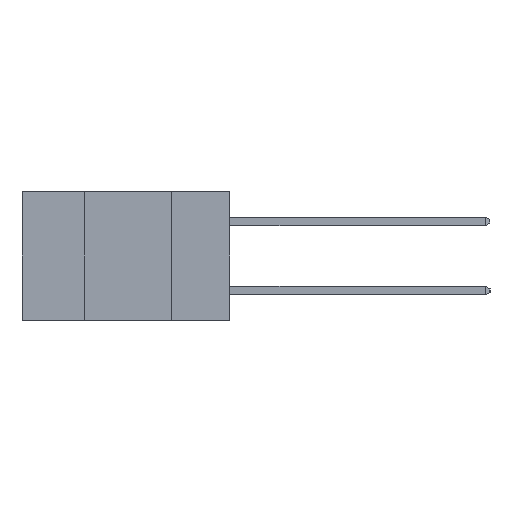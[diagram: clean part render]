
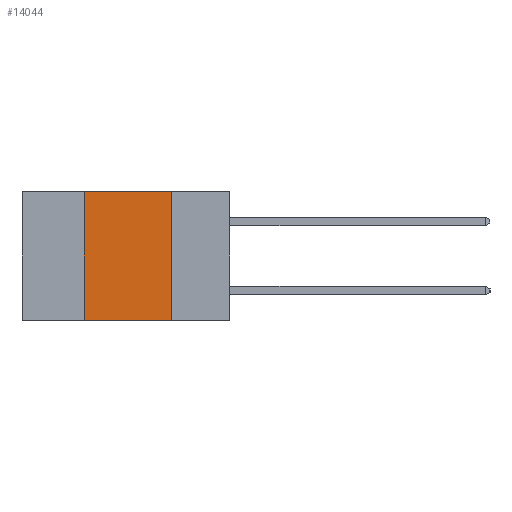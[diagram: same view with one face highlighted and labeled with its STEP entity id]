
A CAD part, left-side view. The second image highlights one B-rep face of the part: STEP entity #14044.
In plain terms, the highlighted planar face has unit normal (-1, 0, 0).
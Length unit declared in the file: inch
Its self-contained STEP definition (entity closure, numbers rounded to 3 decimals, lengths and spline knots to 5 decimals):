
#179 = VECTOR ( 'NONE', #6353, 39.37008 ) ;
#704 = CARTESIAN_POINT ( 'NONE',  ( 0., 0.6, 0. ) ) ;
#1705 = DIRECTION ( 'NONE',  ( 0., 0., -1. ) ) ;
#1816 = CARTESIAN_POINT ( 'NONE',  ( 0., 0.17, -0.37 ) ) ;
#1892 = DIRECTION ( 'NONE',  ( 1., 0., 0. ) ) ;
#2104 = CARTESIAN_POINT ( 'NONE',  ( 0., 0.17, -0.37 ) ) ;
#2988 = LINE ( 'NONE', #6505, #179 ) ;
#3133 = VECTOR ( 'NONE', #1705, 39.37008 ) ;
#3382 = LINE ( 'NONE', #9273, #12606 ) ;
#3430 = EDGE_CURVE ( 'NONE', #8125, #10987, #9044, .T. ) ;
#4181 = PLANE ( 'NONE',  #5749 ) ;
#4185 = EDGE_CURVE ( 'NONE', #13451, #8125, #13673, .T. ) ;
#4409 = CARTESIAN_POINT ( 'NONE',  ( 0., 0.17, 0. ) ) ;
#5749 = AXIS2_PLACEMENT_3D ( 'NONE', #704, #1892, #10127 ) ;
#6353 = DIRECTION ( 'NONE',  ( 0., -1., 0. ) ) ;
#6505 = CARTESIAN_POINT ( 'NONE',  ( 0., 0.6, -0.37 ) ) ;
#6594 = EDGE_CURVE ( 'NONE', #14104, #13451, #3382, .T. ) ;
#7153 = ORIENTED_EDGE ( 'NONE', *, *, #3430, .F. ) ;
#7396 = ORIENTED_EDGE ( 'NONE', *, *, #4185, .F. ) ;
#7787 = ORIENTED_EDGE ( 'NONE', *, *, #6594, .F. ) ;
#7864 = ORIENTED_EDGE ( 'NONE', *, *, #7871, .T. ) ;
#7871 = EDGE_CURVE ( 'NONE', #14104, #10987, #2988, .T. ) ;
#8125 = VERTEX_POINT ( 'NONE', #4409 ) ;
#9044 = LINE ( 'NONE', #1816, #3133 ) ;
#9273 = CARTESIAN_POINT ( 'NONE',  ( 0., 0.42, -0.37 ) ) ;
#9769 = DIRECTION ( 'NONE',  ( 0., 0., 1. ) ) ;
#9894 = DIRECTION ( 'NONE',  ( 0., -1., 0. ) ) ;
#10127 = DIRECTION ( 'NONE',  ( 0., 0., -1. ) ) ;
#10221 = CARTESIAN_POINT ( 'NONE',  ( 0., 0.6, 0. ) ) ;
#10987 = VERTEX_POINT ( 'NONE', #2104 ) ;
#11135 = VECTOR ( 'NONE', #9894, 39.37008 ) ;
#11346 = CARTESIAN_POINT ( 'NONE',  ( 0., 0.42, -0.37 ) ) ;
#12516 = EDGE_LOOP ( 'NONE', ( #7153, #7396, #7787, #7864 ) ) ;
#12606 = VECTOR ( 'NONE', #9769, 39.37008 ) ;
#13451 = VERTEX_POINT ( 'NONE', #14480 ) ;
#13673 = LINE ( 'NONE', #10221, #11135 ) ;
#13817 = FACE_OUTER_BOUND ( 'NONE', #12516, .T. ) ;
#14044 = ADVANCED_FACE ( 'NONE', ( #13817 ), #4181, .F. ) ;
#14104 = VERTEX_POINT ( 'NONE', #11346 ) ;
#14480 = CARTESIAN_POINT ( 'NONE',  ( 0., 0.42, 0. ) ) ;
